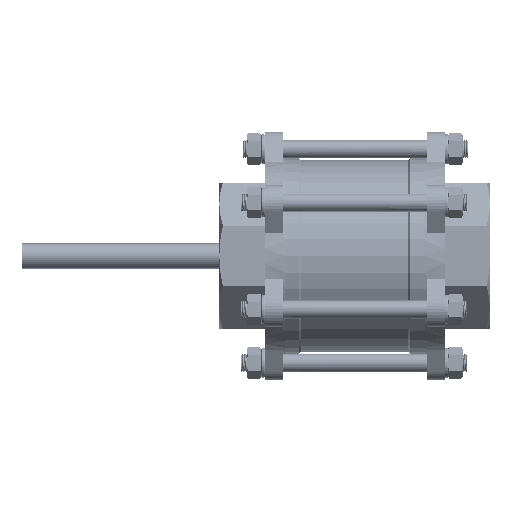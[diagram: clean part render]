
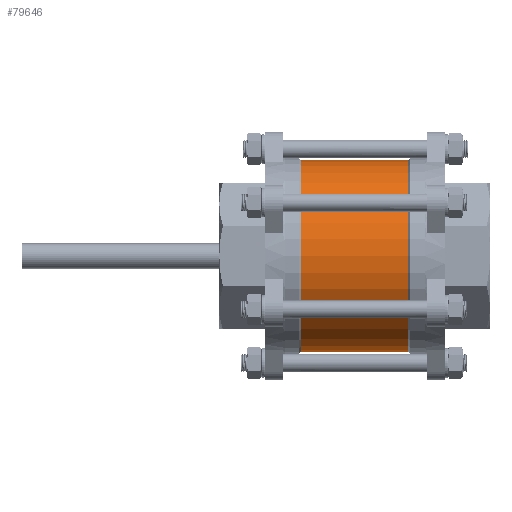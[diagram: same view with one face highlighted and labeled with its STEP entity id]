
A CAD part, front view. The second image highlights one B-rep face of the part: STEP entity #79646.
In plain terms, the highlighted cylindrical face has radius 84.75 mm (diameter 169.5 mm), a partial arc.
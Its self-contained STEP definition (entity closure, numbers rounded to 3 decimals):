
#54 = FACE_OUTER_BOUND ( 'NONE', #81758, .T. ) ;
#165 = VECTOR ( 'NONE', #16862, 1000. ) ;
#1755 = CARTESIAN_POINT ( 'NONE',  ( 47.25, 0., -84.75 ) ) ;
#5550 = CARTESIAN_POINT ( 'NONE',  ( -47.25, 0., 0. ) ) ;
#7303 = CARTESIAN_POINT ( 'NONE',  ( 47.25, 0., 0. ) ) ;
#7456 = VERTEX_POINT ( 'NONE', #76938 ) ;
#11600 = AXIS2_PLACEMENT_3D ( 'NONE', #71956, #52760, #21120 ) ;
#11875 = DIRECTION ( 'NONE',  ( 0., 0., 1. ) ) ;
#13635 = DIRECTION ( 'NONE',  ( 0., 0., 1. ) ) ;
#16862 = DIRECTION ( 'NONE',  ( -1., 0., 0. ) ) ;
#17436 = EDGE_CURVE ( 'NONE', #7456, #59474, #50736, .T. ) ;
#18986 = CIRCLE ( 'NONE', #55142, 84.75 ) ;
#19656 = ORIENTED_EDGE ( 'NONE', *, *, #77688, .F. ) ;
#21120 = DIRECTION ( 'NONE',  ( 0., 0., 1. ) ) ;
#21552 = ORIENTED_EDGE ( 'NONE', *, *, #56743, .F. ) ;
#22490 = ORIENTED_EDGE ( 'NONE', *, *, #41569, .T. ) ;
#23004 = VERTEX_POINT ( 'NONE', #70630 ) ;
#28785 = VERTEX_POINT ( 'NONE', #1755 ) ;
#31767 = CYLINDRICAL_SURFACE ( 'NONE', #11600, 84.75 ) ;
#41569 = EDGE_CURVE ( 'NONE', #28785, #7456, #61741, .T. ) ;
#44171 = CARTESIAN_POINT ( 'NONE',  ( -47.25, 0., 84.75 ) ) ;
#45686 = AXIS2_PLACEMENT_3D ( 'NONE', #7303, #51671, #13635 ) ;
#49907 = DIRECTION ( 'NONE',  ( -1., 0., 0. ) ) ;
#50736 = LINE ( 'NONE', #61279, #165 ) ;
#51671 = DIRECTION ( 'NONE',  ( -1., 0., 0. ) ) ;
#52760 = DIRECTION ( 'NONE',  ( -1., 0., 0. ) ) ;
#52939 = ORIENTED_EDGE ( 'NONE', *, *, #17436, .T. ) ;
#53599 = DIRECTION ( 'NONE',  ( -1., 0., 0. ) ) ;
#55142 = AXIS2_PLACEMENT_3D ( 'NONE', #5550, #49907, #11875 ) ;
#56743 = EDGE_CURVE ( 'NONE', #28785, #23004, #74708, .T. ) ;
#57758 = VECTOR ( 'NONE', #53599, 1000. ) ;
#59474 = VERTEX_POINT ( 'NONE', #44171 ) ;
#61279 = CARTESIAN_POINT ( 'NONE',  ( -78.532, 0., 84.75 ) ) ;
#61741 = CIRCLE ( 'NONE', #45686, 84.75 ) ;
#70630 = CARTESIAN_POINT ( 'NONE',  ( -47.25, 0., -84.75 ) ) ;
#71956 = CARTESIAN_POINT ( 'NONE',  ( -78.532, 0., 0. ) ) ;
#74708 = LINE ( 'NONE', #78952, #57758 ) ;
#76938 = CARTESIAN_POINT ( 'NONE',  ( 47.25, 0., 84.75 ) ) ;
#77688 = EDGE_CURVE ( 'NONE', #23004, #59474, #18986, .T. ) ;
#78952 = CARTESIAN_POINT ( 'NONE',  ( -78.532, 0., -84.75 ) ) ;
#79646 = ADVANCED_FACE ( 'NONE', ( #54 ), #31767, .T. ) ;
#81758 = EDGE_LOOP ( 'NONE', ( #21552, #22490, #52939, #19656 ) ) ;
